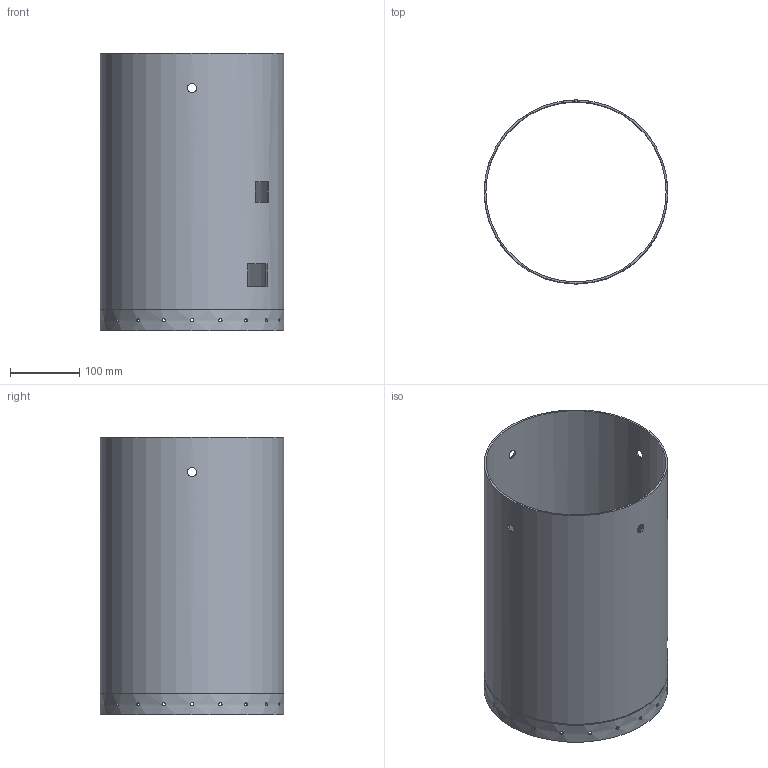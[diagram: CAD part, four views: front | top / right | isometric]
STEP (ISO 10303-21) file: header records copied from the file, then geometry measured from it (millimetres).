
FILE_DESCRIPTION(/* description */ (''),/* implementation_level */ '2;1');
FILE_NAME(/* name */ 'Tube - Forward Section.stp',/* time_stamp */ '2023-09-27T21:36:19+08:00',/* author */ ('310611102'),/* organization */ (''),/* preprocessor_version */ 'ST-DEVELOPER v19',/* originating_system */ 'Autodesk Inventor 2023',/* authorisation */ '');
FILE_SCHEMA (('AUTOMOTIVE_DESIGN { 1 0 10303 214 3 1 1 }'));
Length unit declared in the file: millimetre
Products named in the file (1): Avionics and Recovery
Bounding box: 265 x 265 x 400 mm (x, y, z)
Volume: 815959.4 mm3; surface area: 661065.6 mm2
Topology: 1 solids, 1 shells, 40 faces, 166 edges, 126 vertices
Faces by surface type: cylinder 28, plane 12
Full cylindrical faces by diameter (mm): 5 x20, 13 x4, 260 x1, 263 x1, 265 x2
Entity records: 3349 total; most frequent: CARTESIAN_POINT 1971, ORIENTED_EDGE 332, EDGE_CURVE 166, DIRECTION 162, VERTEX_POINT 126, B_SPLINE_CURVE_WITH_KNOTS 102, EDGE_LOOP 92, AXIS2_PLACEMENT_3D 57
